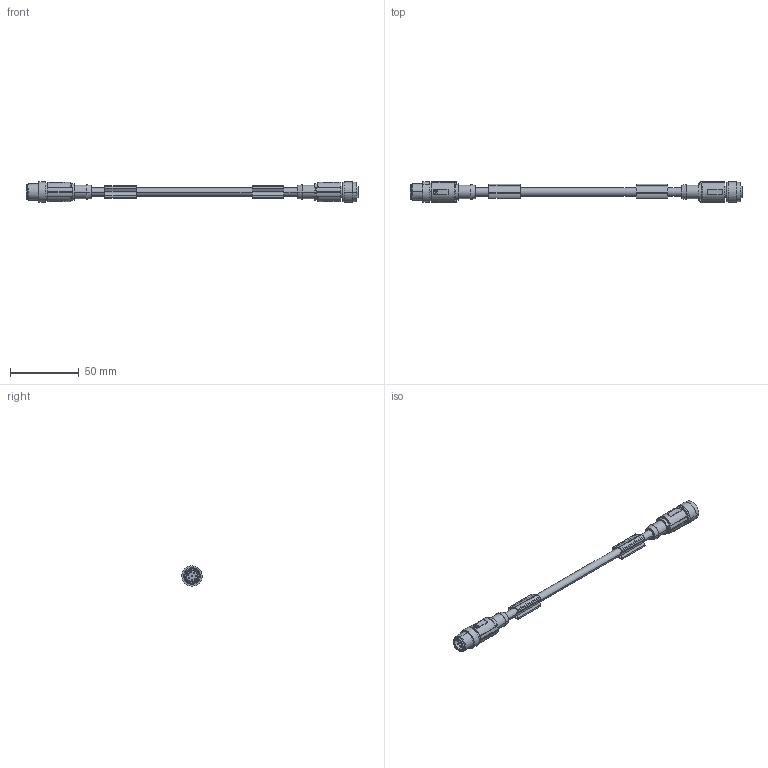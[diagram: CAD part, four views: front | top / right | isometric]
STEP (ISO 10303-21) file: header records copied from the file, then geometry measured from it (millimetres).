
FILE_DESCRIPTION(('HOOPS Exchange Step'),'2;1');
FILE_NAME('export-2747C1E9-D4B8-44F6-BB4E-DE57D2D7147E.stp','2021-02-10T16:05:43+01:00',('Engineering'),('Alibre'),'HOOPS Exchange 2020.1','Alibre','Unknown authorisation');
FILE_SCHEMA( ('AP242_MANAGED_MODEL_BASED_3D_ENGINEERING_MIM_LF {1 0 10303 442 1 1 4 }') );
Length unit declared in the file: millimetre
Products named in the file (2): 5473-1 M12 8 Pole Cable L=5000mm MALE-FEMALE Straight Shielded; 5473 M12 8 Pole Cable L=5000mm MALE-FEMALE Straight Shielded
Assembly tree (1 placements, depth 2):
  5473 M12 8 Pole Cable L=5000mm MALE-FEMALE Straight Shielded
    5473-1 M12 8 Pole Cable L=5000mm MALE-FEMALE Straight Shielded
Bounding box: 241.3 x 15 x 14.77 mm (x, y, z)
Volume: 15995.5 mm3; surface area: 11358.5 mm2
Topology: 1 solids, 1 shells, 452 faces, 1190 edges, 792 vertices
Faces by surface type: cylinder 195, plane 164, bspline 54, cone 31, torus 8
Entity records: 18640 total; most frequent: CARTESIAN_POINT 7134, ORIENTED_EDGE 2380, DIRECTION 2228, EDGE_CURVE 1190, AXIS2_PLACEMENT_3D 841, VERTEX_POINT 792, VECTOR 546, LINE 546
